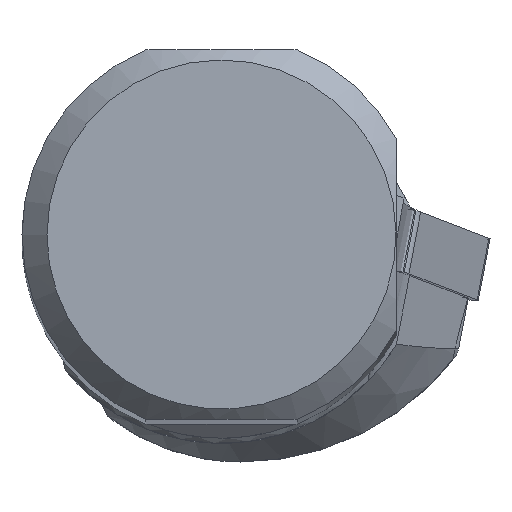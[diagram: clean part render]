
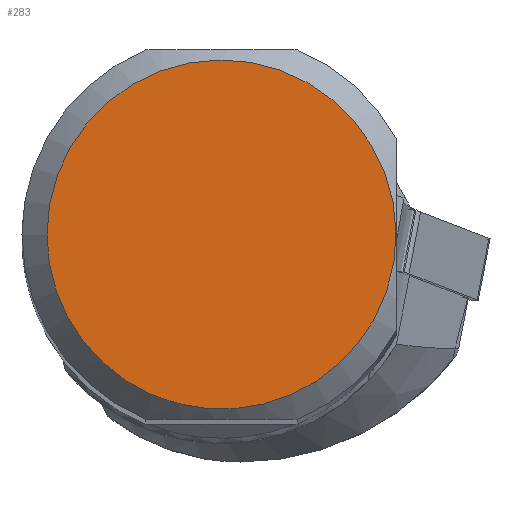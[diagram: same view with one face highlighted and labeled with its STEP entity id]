
A CAD part, top view. The second image highlights one B-rep face of the part: STEP entity #283.
In plain terms, the highlighted planar face has unit normal (0, 0, 1).
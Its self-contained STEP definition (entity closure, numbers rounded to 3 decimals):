
#199=FACE_OUTER_BOUND('',#701,.T.);
#283=ADVANCED_FACE('CU_SU_BP3',(#199),#347,.T.);
#347=PLANE('',#1837);
#701=EDGE_LOOP('',(#956));
#956=ORIENTED_EDGE('',*,*,#1521,.F.);
#1330=VERTEX_POINT('',#2792);
#1521=EDGE_CURVE('',#1330,#1330,#1648,.T.);
#1648=CIRCLE('',#1836,17.489);
#1836=AXIS2_PLACEMENT_3D('',#2791,#2180,#2181);
#1837=AXIS2_PLACEMENT_3D('',#2793,#2182,#2183);
#2180=DIRECTION('',(0.,0.,-1.));
#2181=DIRECTION('',(-1.,0.,0.));
#2182=DIRECTION('',(0.,0.,1.));
#2183=DIRECTION('',(-1.,0.,0.));
#2791=CARTESIAN_POINT('',(0.,0.,0.));
#2792=CARTESIAN_POINT('',(-17.489,0.,0.));
#2793=CARTESIAN_POINT('',(0.,0.,
0.));
